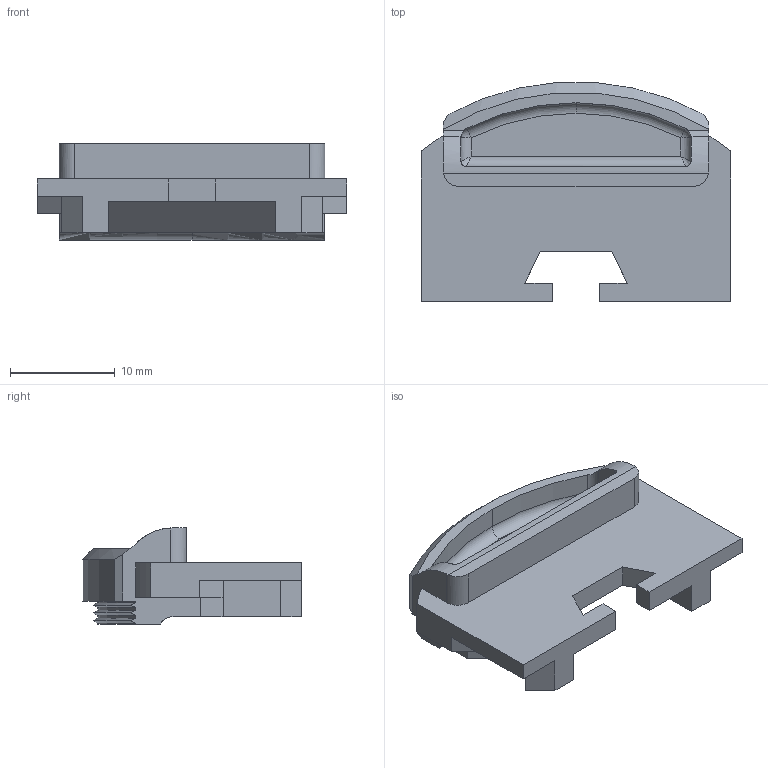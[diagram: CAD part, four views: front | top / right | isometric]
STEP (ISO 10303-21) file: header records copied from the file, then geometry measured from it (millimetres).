
FILE_DESCRIPTION(('HOOPS Exchange Step'),'2;1');
FILE_NAME('temp_export','2023-06-24T00:13:27-04:00',('gmoua'),('Shapr3D Limited'),'HOOPS Exchange 2022.2','Shapr3D','Authorized');
FILE_SCHEMA( ('AUTOMOTIVE_DESIGN { 1 0 10303 214 1 1 1 1 }') );
Length unit declared in the file: millimetre
Products named in the file (1): Latch L
Bounding box: 29.6 x 20.93 x 9.2 mm (x, y, z)
Volume: 2197 mm3; surface area: 1998.6 mm2
Topology: 1 solids, 1 shells, 89 faces, 247 edges, 156 vertices
Faces by surface type: plane 48, cylinder 23, cone 10, torus 4, bspline 2, sphere 2
Entity records: 3320 total; most frequent: CARTESIAN_POINT 1059, ORIENTED_EDGE 486, DIRECTION 448, EDGE_CURVE 243, VERTEX_POINT 156, VECTOR 154, LINE 154, AXIS2_PLACEMENT_3D 147
